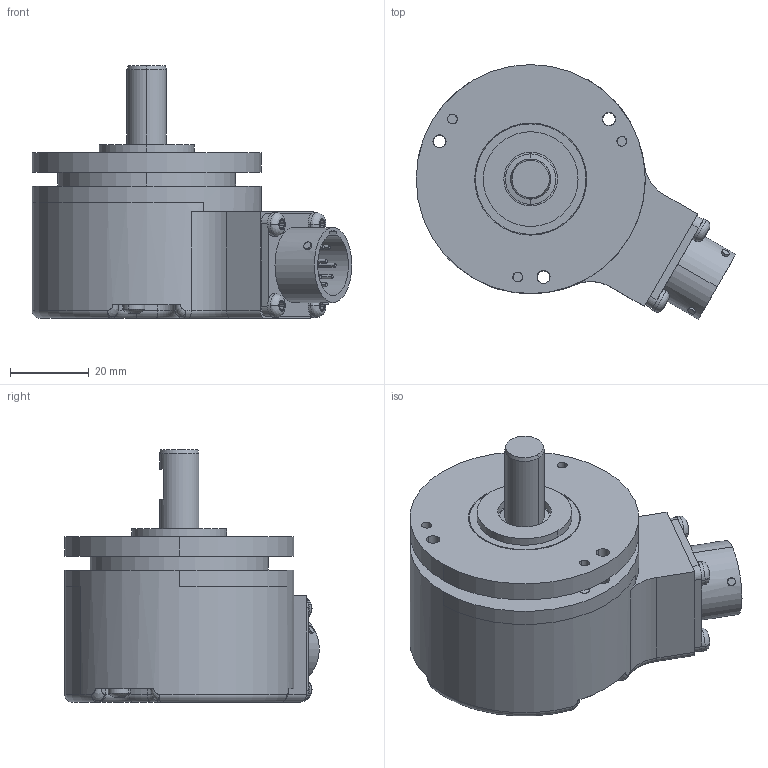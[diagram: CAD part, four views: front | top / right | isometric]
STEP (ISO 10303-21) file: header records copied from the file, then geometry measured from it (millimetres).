
FILE_DESCRIPTION((''),'2;1');
FILE_NAME('518968','2010-11-10T',('se2802'),(''),'PRO/ENGINEER BY PARAMETRIC TECHNOLOGY CORPORATION, 2010180','PRO/ENGINEER BY PARAMETRIC TECHNOLOGY CORPORATION, 2010180','');
FILE_SCHEMA(('CONFIG_CONTROL_DESIGN'));
Length unit declared in the file: millimetre
Products named in the file (1): 518968
Bounding box: 80.95 x 64.48 x 64 mm (x, y, z)
Volume: 74233.3 mm3; surface area: 40523.6 mm2
Topology: 2 solids, 5 shells, 1341 faces, 3663 edges, 2379 vertices
Faces by surface type: cylinder 473, plane 395, extrusion 324, torus 71, cone 52, bspline 14, sphere 12
Entity records: 48187 total; most frequent: CARTESIAN_POINT 14628, ORIENTED_EDGE 7322, DIRECTION 6472, EDGE_CURVE 3661, AXIS2_PLACEMENT_3D 2384, VERTEX_POINT 2379, VECTOR 1704, EDGE_LOOP 1462
